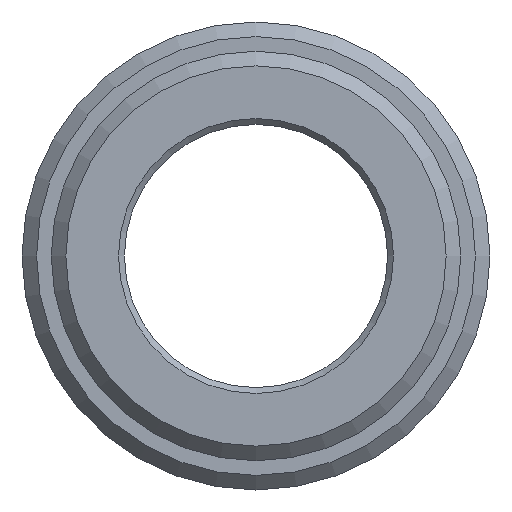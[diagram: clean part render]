
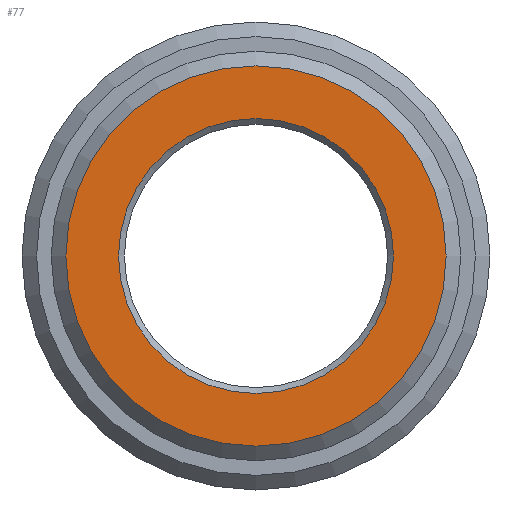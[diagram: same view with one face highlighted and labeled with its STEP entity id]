
A CAD part, left-side view. The second image highlights one B-rep face of the part: STEP entity #77.
In plain terms, the highlighted planar face has unit normal (-1, 0, 0).
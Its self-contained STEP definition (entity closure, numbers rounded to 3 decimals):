
#77 = ADVANCED_FACE( '', ( #97, #98 ), #99, .T. );
#97 = FACE_BOUND( '', #151, .T. );
#98 = FACE_OUTER_BOUND( '', #152, .T. );
#99 = PLANE( '', #153 );
#151 = EDGE_LOOP( '', ( #205 ) );
#152 = EDGE_LOOP( '', ( #206 ) );
#153 = AXIS2_PLACEMENT_3D( '', #207, #208, #209 );
#205 = ORIENTED_EDGE( '', *, *, #295, .T. );
#206 = ORIENTED_EDGE( '', *, *, #296, .T. );
#207 = CARTESIAN_POINT( '', ( 0., 0., 7. ) );
#208 = DIRECTION( '', ( -1., 0., 0. ) );
#209 = DIRECTION( '', ( 0., 0., 1. ) );
#295 = EDGE_CURVE( '', #313, #313, #314, .F. );
#296 = EDGE_CURVE( '', #315, #315, #316, .T. );
#313 = VERTEX_POINT( '', #349 );
#314 = CIRCLE( '', #350, 4.7 );
#315 = VERTEX_POINT( '', #351 );
#316 = CIRCLE( '', #352, 6.499 );
#349 = CARTESIAN_POINT( '', ( 0., 0., 4.7 ) );
#350 = AXIS2_PLACEMENT_3D( '', #385, #386, #387 );
#351 = CARTESIAN_POINT( '', ( 0., 0., 6.5 ) );
#352 = AXIS2_PLACEMENT_3D( '', #388, #389, #390 );
#385 = CARTESIAN_POINT( '', ( 0., 0., 0. ) );
#386 = DIRECTION( '', ( -1., 0., 0. ) );
#387 = DIRECTION( '', ( 0., 0., 1. ) );
#388 = CARTESIAN_POINT( '', ( 0., 0., 0. ) );
#389 = DIRECTION( '', ( -1., 0., 0. ) );
#390 = DIRECTION( '', ( 0., 0., 1. ) );
